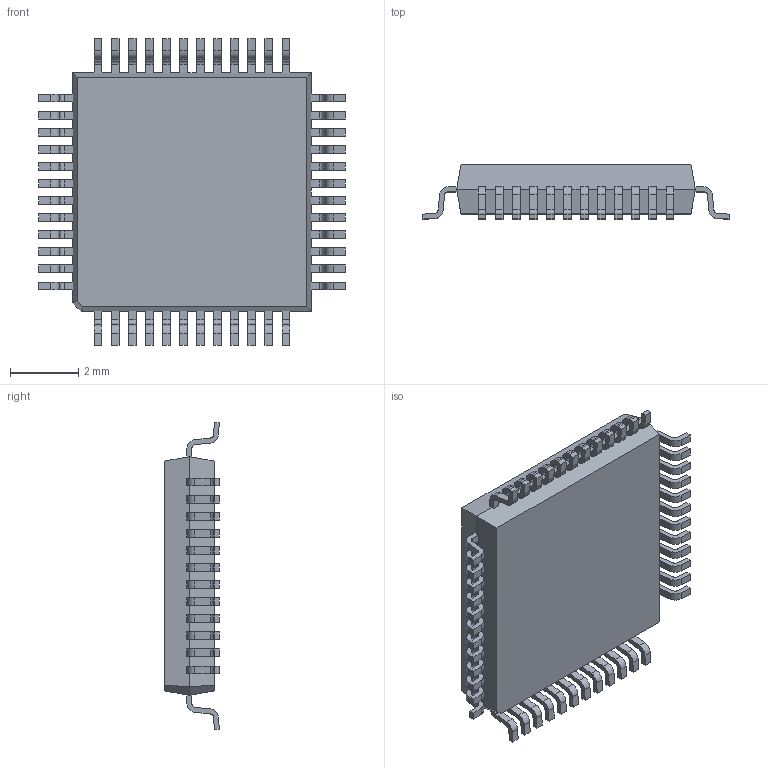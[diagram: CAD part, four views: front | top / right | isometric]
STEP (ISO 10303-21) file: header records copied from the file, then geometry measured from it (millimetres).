
FILE_DESCRIPTION (( 'STEP AP214' ), '1' );
FILE_NAME ('AD7674ASTZ.STEP', '2023-03-17T16:29:27', ( '' ), ( '' ), 'SwSTEP 2.0', 'SolidWorks 2021', '' );
FILE_SCHEMA (( 'AUTOMOTIVE_DESIGN' ));
Length unit declared in the file: millimetre
Products named in the file (1): AD7674ASTZ
Bounding box: 9 x 1.6 x 9 mm (x, y, z)
Volume: 70.9 mm3; surface area: 190.3 mm2
Topology: 50 solids, 50 shells, 739 faces, 1909 edges, 1271 vertices
Faces by surface type: plane 543, cylinder 196
Entity records: 22890 total; most frequent: CARTESIAN_POINT 3920, ORIENTED_EDGE 3818, DIRECTION 3781, EDGE_CURVE 1909, LINE 1517, VECTOR 1517, VERTEX_POINT 1271, AXIS2_PLACEMENT_3D 1132
